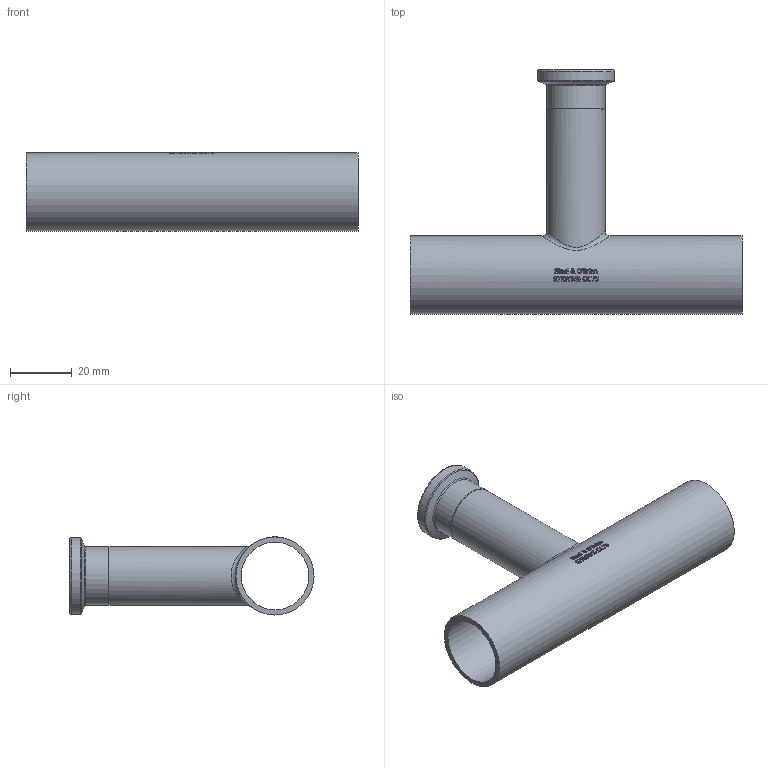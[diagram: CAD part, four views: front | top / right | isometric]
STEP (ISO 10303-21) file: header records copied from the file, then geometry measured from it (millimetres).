
FILE_DESCRIPTION(/* description */ (''),/* implementation_level */ '2;1');
FILE_NAME(/* name */ 'S7RWWK-1X.75.stp',/* time_stamp */ '2018-11-29T11:04:37-05:00',/* author */ ('ken'),/* organization */ (''),/* preprocessor_version */ 'ST-DEVELOPER v15.2',/* originating_system */ 'Autodesk Inventor 2014',/* authorisation */ '');
FILE_SCHEMA (('AUTOMOTIVE_DESIGN { 1 0 10303 214 3 1 1 }'));
Length unit declared in the file: inch
Products named in the file (1): S7RWWK-1X.75
Bounding box: 107.95 x 79.38 x 25.4 mm (x, y, z)
Volume: 18561.5 mm3; surface area: 22657.6 mm2
Topology: 1 solids, 1 shells, 398 faces, 1066 edges, 708 vertices
Faces by surface type: plane 190, bspline 157, cylinder 43, torus 6, cone 2
Full cylindrical faces by diameter (mm): 15.748 x2, 19.05 x2, 21.895 x1, 22.098 x1, 24.994 x1, 25.4 x1
Entity records: 15505 total; most frequent: CARTESIAN_POINT 6406, ORIENTED_EDGE 2090, DIRECTION 1438, EDGE_CURVE 1045, VERTEX_POINT 704, LINE 506, VECTOR 506, AXIS2_PLACEMENT_3D 466
